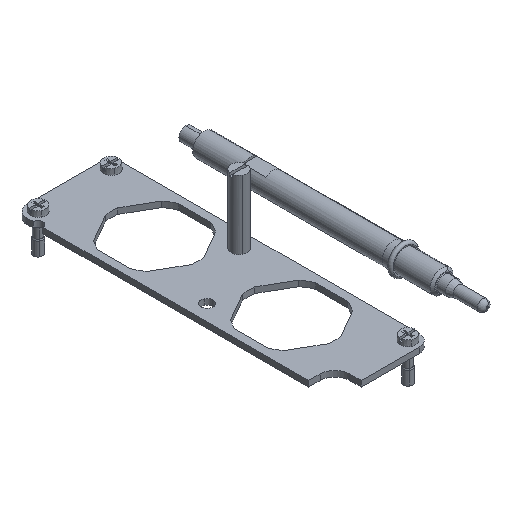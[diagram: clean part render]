
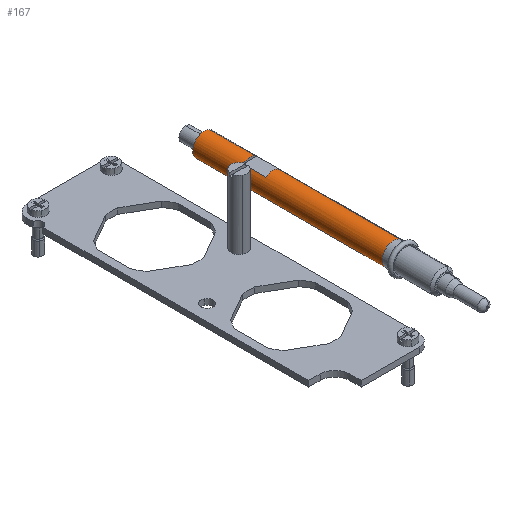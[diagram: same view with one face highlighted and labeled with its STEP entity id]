
A CAD part, isometric view. The second image highlights one B-rep face of the part: STEP entity #167.
In plain terms, the highlighted cylindrical face has radius 5 mm (diameter 10 mm), a partial arc.
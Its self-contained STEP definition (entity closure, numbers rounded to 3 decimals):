
#38=AXIS2_PLACEMENT_3D('Circle Axis2P3D',#36,#37,$) ;
#76=AXIS2_PLACEMENT_3D('Cylinder Axis2P3D',#73,#74,#75) ;
#89=AXIS2_PLACEMENT_3D('Circle Axis2P3D',#87,#88,$) ;
#103=AXIS2_PLACEMENT_3D('Circle Axis2P3D',#101,#102,$) ;
#117=AXIS2_PLACEMENT_3D('Circle Axis2P3D',#115,#116,$) ;
#136=AXIS2_PLACEMENT_3D('Circle Axis2P3D',#134,#135,$) ;
#150=AXIS2_PLACEMENT_3D('Circle Axis2P3D',#148,#149,$) ;
#36=CARTESIAN_POINT('Axis2P3D Location',(66.747,124.037,16.)) ;
#40=CARTESIAN_POINT('Vertex',(64.35,124.037,11.612)) ;
#42=CARTESIAN_POINT('Vertex',(69.144,124.037,20.388)) ;
#73=CARTESIAN_POINT('Axis2P3D Location',(66.747,62.037,16.)) ;
#78=CARTESIAN_POINT('Line Origine',(64.35,71.537,11.612)) ;
#82=CARTESIAN_POINT('Vertex',(64.35,94.037,11.612)) ;
#84=CARTESIAN_POINT('Vertex',(64.35,41.037,11.612)) ;
#87=CARTESIAN_POINT('Axis2P3D Location',(66.747,41.037,16.)) ;
#91=CARTESIAN_POINT('Vertex',(69.144,41.037,20.388)) ;
#94=CARTESIAN_POINT('Line Origine',(69.144,71.537,20.388)) ;
#98=CARTESIAN_POINT('Vertex',(69.144,94.037,20.388)) ;
#101=CARTESIAN_POINT('Axis2P3D Location',(66.747,94.037,16.)) ;
#105=CARTESIAN_POINT('Vertex',(63.747,94.037,20.)) ;
#108=CARTESIAN_POINT('Line Origine',(63.747,71.537,20.)) ;
#112=CARTESIAN_POINT('Vertex',(63.747,104.037,20.)) ;
#115=CARTESIAN_POINT('Axis2P3D Location',(66.747,104.037,16.)) ;
#119=CARTESIAN_POINT('Vertex',(69.144,104.037,20.388)) ;
#122=CARTESIAN_POINT('Line Origine',(69.144,71.537,20.388)) ;
#127=CARTESIAN_POINT('Line Origine',(64.35,71.537,11.612)) ;
#131=CARTESIAN_POINT('Vertex',(64.35,104.037,11.612)) ;
#134=CARTESIAN_POINT('Axis2P3D Location',(66.747,104.037,16.)) ;
#138=CARTESIAN_POINT('Vertex',(63.747,104.037,12.)) ;
#141=CARTESIAN_POINT('Line Origine',(63.747,71.537,12.)) ;
#145=CARTESIAN_POINT('Vertex',(63.747,94.037,12.)) ;
#148=CARTESIAN_POINT('Axis2P3D Location',(66.747,94.037,16.)) ;
#37=DIRECTION('Axis2P3D Direction',(0.,1.,0.)) ;
#74=DIRECTION('Axis2P3D Direction',(0.,1.,0.)) ;
#75=DIRECTION('Axis2P3D XDirection',(-0.479,0.,-0.878)) ;
#79=DIRECTION('Vector Direction',(0.,1.,0.)) ;
#88=DIRECTION('Axis2P3D Direction',(0.,1.,0.)) ;
#95=DIRECTION('Vector Direction',(0.,1.,0.)) ;
#102=DIRECTION('Axis2P3D Direction',(0.,1.,0.)) ;
#109=DIRECTION('Vector Direction',(0.,1.,0.)) ;
#116=DIRECTION('Axis2P3D Direction',(0.,1.,0.)) ;
#123=DIRECTION('Vector Direction',(0.,1.,0.)) ;
#128=DIRECTION('Vector Direction',(0.,1.,0.)) ;
#135=DIRECTION('Axis2P3D Direction',(0.,1.,0.)) ;
#142=DIRECTION('Vector Direction',(0.,1.,0.)) ;
#149=DIRECTION('Axis2P3D Direction',(0.,1.,0.)) ;
#80=VECTOR('Line Direction',#79,1.) ;
#96=VECTOR('Line Direction',#95,1.) ;
#110=VECTOR('Line Direction',#109,1.) ;
#124=VECTOR('Line Direction',#123,1.) ;
#129=VECTOR('Line Direction',#128,1.) ;
#143=VECTOR('Line Direction',#142,1.) ;
#154=ORIENTED_EDGE('',*,*,#86,.T.) ;
#155=ORIENTED_EDGE('',*,*,#93,.T.) ;
#156=ORIENTED_EDGE('',*,*,#100,.F.) ;
#157=ORIENTED_EDGE('',*,*,#107,.F.) ;
#158=ORIENTED_EDGE('',*,*,#114,.F.) ;
#159=ORIENTED_EDGE('',*,*,#121,.T.) ;
#160=ORIENTED_EDGE('',*,*,#126,.F.) ;
#161=ORIENTED_EDGE('',*,*,#44,.F.) ;
#162=ORIENTED_EDGE('',*,*,#133,.T.) ;
#163=ORIENTED_EDGE('',*,*,#140,.T.) ;
#164=ORIENTED_EDGE('',*,*,#147,.T.) ;
#165=ORIENTED_EDGE('',*,*,#152,.F.) ;
#167=ADVANCED_FACE('Hauptk\X2\00F6\X0\rper',(#166),#77,.T.) ;
#39=CIRCLE('generated circle',#38,5.) ;
#90=CIRCLE('generated circle',#89,5.) ;
#104=CIRCLE('generated circle',#103,5.) ;
#118=CIRCLE('generated circle',#117,5.) ;
#137=CIRCLE('generated circle',#136,5.) ;
#151=CIRCLE('generated circle',#150,5.) ;
#77=CYLINDRICAL_SURFACE('generated cylinder',#76,5.) ;
#44=EDGE_CURVE('',#41,#43,#39,.T.) ;
#86=EDGE_CURVE('',#83,#85,#81,.F.) ;
#93=EDGE_CURVE('',#85,#92,#90,.T.) ;
#100=EDGE_CURVE('',#99,#92,#97,.F.) ;
#107=EDGE_CURVE('',#106,#99,#104,.T.) ;
#114=EDGE_CURVE('',#113,#106,#111,.F.) ;
#121=EDGE_CURVE('',#113,#120,#118,.T.) ;
#126=EDGE_CURVE('',#43,#120,#125,.F.) ;
#133=EDGE_CURVE('',#41,#132,#130,.F.) ;
#140=EDGE_CURVE('',#132,#139,#137,.T.) ;
#147=EDGE_CURVE('',#139,#146,#144,.F.) ;
#152=EDGE_CURVE('',#83,#146,#151,.T.) ;
#153=EDGE_LOOP('',(#154,#155,#156,#157,#158,#159,#160,#161,#162,#163,#164,#165)) ;
#166=FACE_OUTER_BOUND('',#153,.T.) ;
#81=LINE('Line',#78,#80) ;
#97=LINE('Line',#94,#96) ;
#111=LINE('Line',#108,#110) ;
#125=LINE('Line',#122,#124) ;
#130=LINE('Line',#127,#129) ;
#144=LINE('Line',#141,#143) ;
#41=VERTEX_POINT('',#40) ;
#43=VERTEX_POINT('',#42) ;
#83=VERTEX_POINT('',#82) ;
#85=VERTEX_POINT('',#84) ;
#92=VERTEX_POINT('',#91) ;
#99=VERTEX_POINT('',#98) ;
#106=VERTEX_POINT('',#105) ;
#113=VERTEX_POINT('',#112) ;
#120=VERTEX_POINT('',#119) ;
#132=VERTEX_POINT('',#131) ;
#139=VERTEX_POINT('',#138) ;
#146=VERTEX_POINT('',#145) ;
